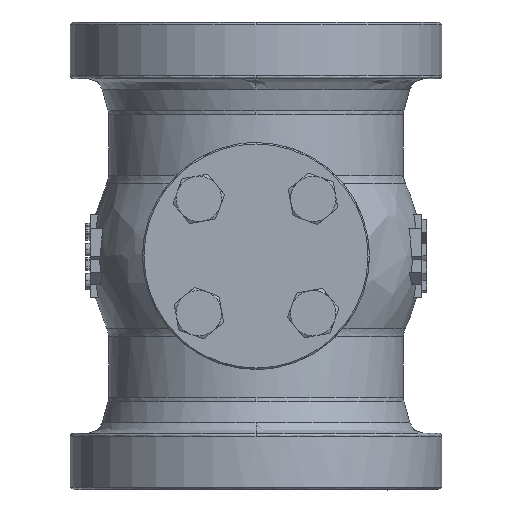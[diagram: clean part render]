
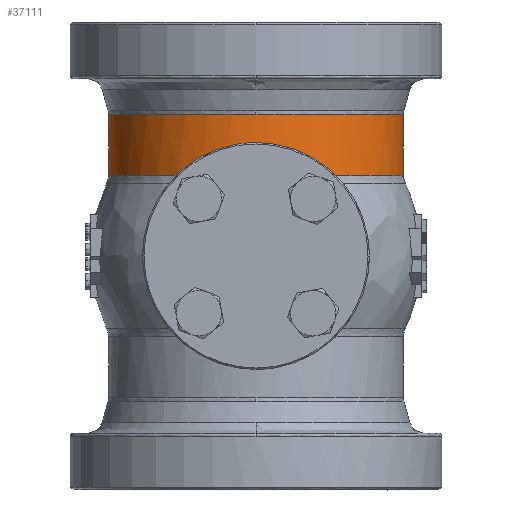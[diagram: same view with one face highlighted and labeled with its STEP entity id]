
A CAD part, front view. The second image highlights one B-rep face of the part: STEP entity #37111.
In plain terms, the highlighted cylindrical face has radius 52 mm (diameter 104 mm), a partial arc.
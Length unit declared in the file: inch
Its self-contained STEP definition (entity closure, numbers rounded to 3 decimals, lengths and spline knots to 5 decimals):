
#73 =( BOUNDED_CURVE ( )  B_SPLINE_CURVE ( 3, ( #23403, #3701, #20517, #40624 ),
 .UNSPECIFIED., .F., .T. ) 
 B_SPLINE_CURVE_WITH_KNOTS ( ( 4, 4 ),
 ( 0., 1. ),
 .UNSPECIFIED. ) 
 CURVE ( )  GEOMETRIC_REPRESENTATION_ITEM ( )  RATIONAL_B_SPLINE_CURVE ( ( 0.495, 0.495, 0.661, 0.991 ) ) 
 REPRESENTATION_ITEM ( '' )  );
#548 = CARTESIAN_POINT ( 'NONE',  ( -2.04724, 0., 1.96227 ) ) ;
#891 = CARTESIAN_POINT ( 'NONE',  ( -1.2488, -1.62778, 1.11997 ) ) ;
#1105 = CARTESIAN_POINT ( 'NONE',  ( 1.94268, -0.65965, 1.11997 ) ) ;
#1509 = DIRECTION ( 'NONE',  ( 0., 0., 1. ) ) ;
#2265 = CARTESIAN_POINT ( 'NONE',  ( 2.04724, 0., 1.11997 ) ) ;
#3407 = ORIENTED_EDGE ( 'NONE', *, *, #15239, .F. ) ;
#3701 = CARTESIAN_POINT ( 'NONE',  ( 2.04724, -1.36483, 1.96227 ) ) ;
#4423 = CARTESIAN_POINT ( 'NONE',  ( -2.04724, 0., 1.11997 ) ) ;
#5077 = CARTESIAN_POINT ( 'NONE',  ( -1.77666, -1.02598, 1.11997 ) ) ;
#5363 = CARTESIAN_POINT ( 'NONE',  ( 2.04724, 0., 1.96227 ) ) ;
#5744 = EDGE_CURVE ( 'NONE', #39469, #39974, #28731, .T. ) ;
#5813 = CARTESIAN_POINT ( 'NONE',  ( 2.04724, 0., 1.68151 ) ) ;
#6181 = CARTESIAN_POINT ( 'NONE',  ( -2.04724, 0., 1.96227 ) ) ;
#6435 = ORIENTED_EDGE ( 'NONE', *, *, #34018, .F. ) ;
#7136 = CARTESIAN_POINT ( 'NONE',  ( -2.04724, 0., 1.40074 ) ) ;
#7744 = CARTESIAN_POINT ( 'NONE',  ( 0.90724, -1.84013, 1.11997 ) ) ;
#7974 = CARTESIAN_POINT ( 'NONE',  ( 1.98177, -0.53081, 1.11997 ) ) ;
#8177 = CARTESIAN_POINT ( 'NONE',  ( 0.13399, -2.04724, 1.11997 ) ) ;
#8335 = FACE_OUTER_BOUND ( 'NONE', #29399, .T. ) ;
#11047 = CARTESIAN_POINT ( 'NONE',  ( -0.90724, -1.84013, 1.11997 ) ) ;
#11492 = CARTESIAN_POINT ( 'NONE',  ( -2.04724, 0., 1.11997 ) ) ;
#12296 = CYLINDRICAL_SURFACE ( 'NONE', #36533, 2.04724 ) ;
#14004 = VERTEX_POINT ( 'NONE', #23481 ) ;
#14545 = CARTESIAN_POINT ( 'NONE',  ( 1.54237, -1.35287, 1.11997 ) ) ;
#15219 = CARTESIAN_POINT ( 'NONE',  ( 0., -2.04724, 1.96227 ) ) ;
#15239 = EDGE_CURVE ( 'NONE', #24543, #26532, #16323, .T. ) ;
#15277 = CARTESIAN_POINT ( 'NONE',  ( 0., -2.04724, 1.96227 ) ) ;
#15730 = CARTESIAN_POINT ( 'NONE',  ( 2.04724, 0., 1.40074 ) ) ;
#16323 =( BOUNDED_CURVE ( )  B_SPLINE_CURVE ( 3, ( #15219, #42176, #33131, #6181 ),
 .UNSPECIFIED., .F., .F. ) 
 B_SPLINE_CURVE_WITH_KNOTS ( ( 4, 4 ),
 ( 0., 1. ),
 .UNSPECIFIED. ) 
 CURVE ( )  GEOMETRIC_REPRESENTATION_ITEM ( )  RATIONAL_B_SPLINE_CURVE ( ( 0.991, 0.661, 0.495, 0.495 ) ) 
 REPRESENTATION_ITEM ( '' )  );
#16441 = ORIENTED_EDGE ( 'NONE', *, *, #40557, .F. ) ;
#17673 = CARTESIAN_POINT ( 'NONE',  ( -2.03405, -0.26798, 1.11997 ) ) ;
#17894 = CARTESIAN_POINT ( 'NONE',  ( 1.77666, -1.02598, 1.11997 ) ) ;
#18581 = B_SPLINE_CURVE_WITH_KNOTS ( 'NONE', 3,
 ( #20400, #37596, #7136, #30333 ),
 .UNSPECIFIED., .F., .F.,
 ( 4, 4 ),
 ( 0., 1. ),
 .UNSPECIFIED. ) ;
#20400 = CARTESIAN_POINT ( 'NONE',  ( -2.04724, 0., 1.96227 ) ) ;
#20517 = CARTESIAN_POINT ( 'NONE',  ( 1.02362, -2.04724, 1.96227 ) ) ;
#21239 = CARTESIAN_POINT ( 'NONE',  ( 1.2488, -1.62778, 1.11997 ) ) ;
#21460 = CARTESIAN_POINT ( 'NONE',  ( -1.94268, -0.65965, 1.11997 ) ) ;
#21670 = CARTESIAN_POINT ( 'NONE',  ( 2.04724, 0., 1.11997 ) ) ;
#21892 = CARTESIAN_POINT ( 'NONE',  ( 0.53081, -1.98177, 1.11997 ) ) ;
#22173 = CARTESIAN_POINT ( 'NONE',  ( 2.04724, 0., 1.11997 ) ) ;
#22290 = CARTESIAN_POINT ( 'NONE',  ( 0., 0., 1.11997 ) ) ;
#23403 = CARTESIAN_POINT ( 'NONE',  ( 2.04724, 0., 1.96227 ) ) ;
#23481 = CARTESIAN_POINT ( 'NONE',  ( 2.04724, 0., 1.96227 ) ) ;
#24537 = CARTESIAN_POINT ( 'NONE',  ( -0.65965, -1.94268, 1.11997 ) ) ;
#24543 = VERTEX_POINT ( 'NONE', #15277 ) ;
#24763 = CARTESIAN_POINT ( 'NONE',  ( -0.53081, -1.98177, 1.11997 ) ) ;
#25186 = CARTESIAN_POINT ( 'NONE',  ( -2.04724, -0.13399, 1.11997 ) ) ;
#25354 = DIRECTION ( 'NONE',  ( 1., 0., 0. ) ) ;
#26532 = VERTEX_POINT ( 'NONE', #548 ) ;
#28256 = CARTESIAN_POINT ( 'NONE',  ( 1.02598, -1.77666, 1.11997 ) ) ;
#28731 = B_SPLINE_CURVE_WITH_KNOTS ( 'NONE', 3,
 ( #4423, #25186, #17673, #41325, #21460, #31156, #5077, #42169, #41965, #38437, #891, #38653, #11047, #24537, #24763, #31572, #38000, #8177, #41537, #21892, #35321, #7744, #28256, #21239, #41753, #14545, #34657, #17894, #31370, #1105, #7974, #38221, #34890, #21670 ),
 .UNSPECIFIED., .F., .F.,
 ( 4, 2, 2, 2, 2, 2, 2, 2, 2, 2, 2, 2, 2, 2, 2, 2, 4 ),
 ( 0., 0.0625, 0.125, 0.1875, 0.25, 0.3125, 0.375, 0.4375, 0.5, 0.5625, 0.625, 0.6875, 0.75, 0.8125, 0.875, 0.9375, 1. ),
 .UNSPECIFIED. ) ;
#29399 = EDGE_LOOP ( 'NONE', ( #6435, #3407, #30504, #16441, #31031 ) ) ;
#30333 = CARTESIAN_POINT ( 'NONE',  ( -2.04724, 0., 1.11997 ) ) ;
#30504 = ORIENTED_EDGE ( 'NONE', *, *, #32889, .F. ) ;
#31031 = ORIENTED_EDGE ( 'NONE', *, *, #5744, .F. ) ;
#31156 = CARTESIAN_POINT ( 'NONE',  ( -1.84013, -0.90724, 1.11997 ) ) ;
#31370 = CARTESIAN_POINT ( 'NONE',  ( 1.84013, -0.90724, 1.11997 ) ) ;
#31572 = CARTESIAN_POINT ( 'NONE',  ( -0.26798, -2.03405, 1.11997 ) ) ;
#32889 = EDGE_CURVE ( 'NONE', #14004, #24543, #73, .T. ) ;
#33131 = CARTESIAN_POINT ( 'NONE',  ( -2.04724, -1.36483, 1.96227 ) ) ;
#34018 = EDGE_CURVE ( 'NONE', #26532, #39469, #18581, .T. ) ;
#34657 = CARTESIAN_POINT ( 'NONE',  ( 1.62778, -1.2488, 1.11997 ) ) ;
#34890 = CARTESIAN_POINT ( 'NONE',  ( 2.04724, -0.13399, 1.11997 ) ) ;
#35321 = CARTESIAN_POINT ( 'NONE',  ( 0.65965, -1.94268, 1.11997 ) ) ;
#36533 = AXIS2_PLACEMENT_3D ( 'NONE', #22290, #1509, #25354 ) ;
#37111 = ADVANCED_FACE ( 'NONE', ( #8335 ), #12296, .F. ) ;
#37596 = CARTESIAN_POINT ( 'NONE',  ( -2.04724, 0., 1.68151 ) ) ;
#38000 = CARTESIAN_POINT ( 'NONE',  ( -0.13399, -2.04724, 1.11997 ) ) ;
#38221 = CARTESIAN_POINT ( 'NONE',  ( 2.03405, -0.26798, 1.11997 ) ) ;
#38437 = CARTESIAN_POINT ( 'NONE',  ( -1.35287, -1.54237, 1.11997 ) ) ;
#38653 = CARTESIAN_POINT ( 'NONE',  ( -1.02598, -1.77666, 1.11997 ) ) ;
#38708 = B_SPLINE_CURVE_WITH_KNOTS ( 'NONE', 3,
 ( #2265, #15730, #5813, #5363 ),
 .UNSPECIFIED., .F., .F.,
 ( 4, 4 ),
 ( 0., 1. ),
 .UNSPECIFIED. ) ;
#39469 = VERTEX_POINT ( 'NONE', #11492 ) ;
#39974 = VERTEX_POINT ( 'NONE', #22173 ) ;
#40557 = EDGE_CURVE ( 'NONE', #39974, #14004, #38708, .T. ) ;
#40624 = CARTESIAN_POINT ( 'NONE',  ( 0., -2.04724, 1.96227 ) ) ;
#41325 = CARTESIAN_POINT ( 'NONE',  ( -1.98177, -0.53081, 1.11997 ) ) ;
#41537 = CARTESIAN_POINT ( 'NONE',  ( 0.26798, -2.03405, 1.11997 ) ) ;
#41753 = CARTESIAN_POINT ( 'NONE',  ( 1.35287, -1.54237, 1.11997 ) ) ;
#41965 = CARTESIAN_POINT ( 'NONE',  ( -1.54237, -1.35287, 1.11997 ) ) ;
#42169 = CARTESIAN_POINT ( 'NONE',  ( -1.62778, -1.2488, 1.11997 ) ) ;
#42176 = CARTESIAN_POINT ( 'NONE',  ( -1.02362, -2.04724, 1.96227 ) ) ;
